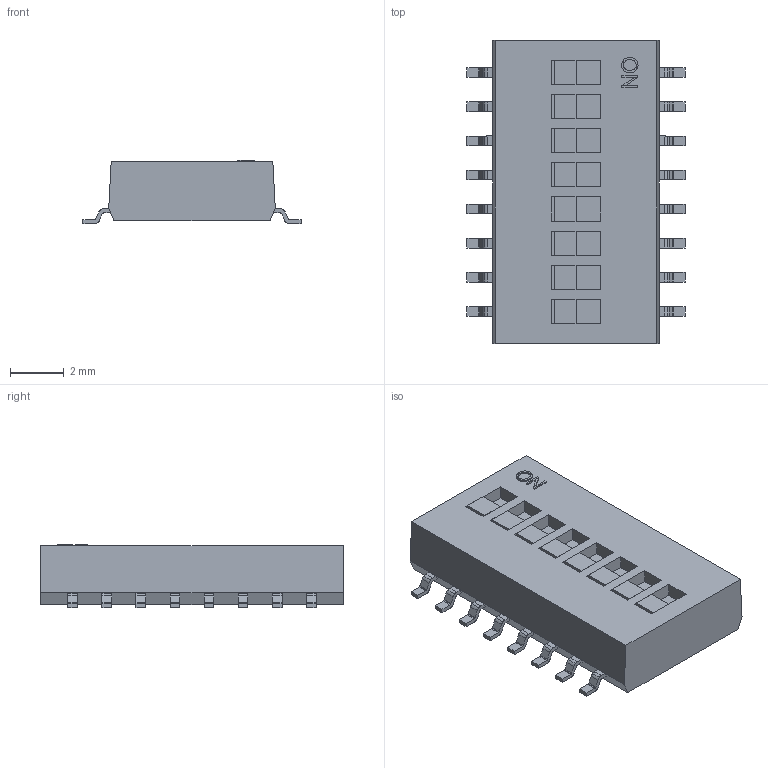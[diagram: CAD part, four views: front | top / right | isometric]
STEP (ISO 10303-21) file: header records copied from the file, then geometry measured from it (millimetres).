
FILE_DESCRIPTION((''),'2;1');
FILE_NAME('SW_TYCO_1-1571983-0.stp','2009-01-12T16:22:56',(''),(''),'Mechanical Desktop 2006','Mechanical Desktop 2006',', , ');
FILE_SCHEMA(('AUTOMOTIVE_DESIGN { 1 2 10303 214 0 1 1 1 }'));
Length unit declared in the file: millimetre
Products named in the file (1): Product
Bounding box: 8.12 x 11.28 x 2.36 mm (x, y, z)
Volume: 149.2 mm3; surface area: 280.6 mm2
Topology: 30 solids, 30 shells, 505 faces, 1311 edges, 874 vertices
Faces by surface type: plane 297, bspline 144, cylinder 64
Entity records: 16230 total; most frequent: CARTESIAN_POINT 4019, ORIENTED_EDGE 2622, DIRECTION 2291, EDGE_CURVE 1311, VECTOR 1055, LINE 1055, VERTEX_POINT 874, AXIS2_PLACEMENT_3D 618
